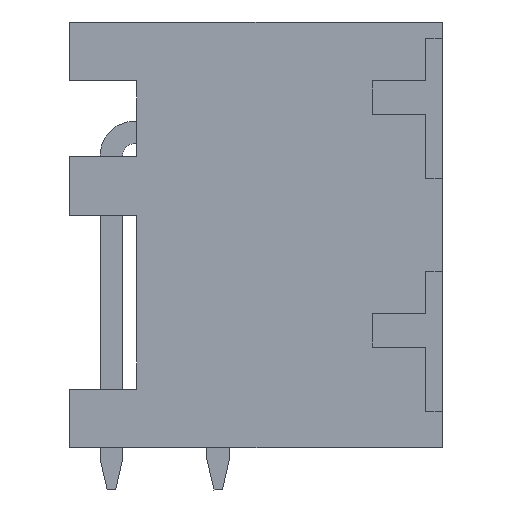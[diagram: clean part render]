
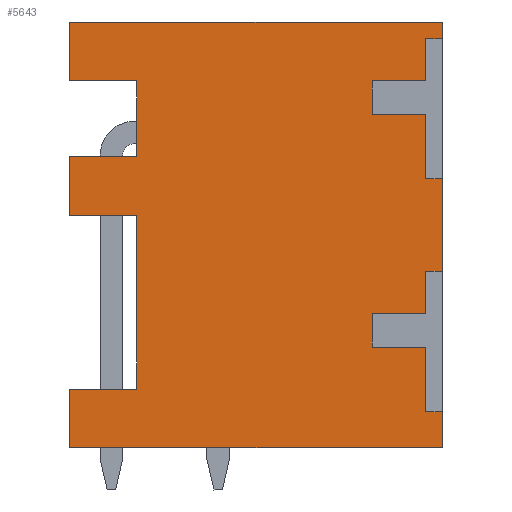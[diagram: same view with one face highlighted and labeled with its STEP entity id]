
A CAD part, left-side view. The second image highlights one B-rep face of the part: STEP entity #5643.
In plain terms, the highlighted planar face has unit normal (-1, 0, 0).
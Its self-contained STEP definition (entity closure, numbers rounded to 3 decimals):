
#5517=AXIS2_PLACEMENT_3D('Plane Axis2P3D',#5514,#5515,#5516) ;
#182=CARTESIAN_POINT('Vertex',(0.3,0.,16.7)) ;
#185=CARTESIAN_POINT('Line Origine',(0.3,0.,16.4)) ;
#189=CARTESIAN_POINT('Vertex',(0.3,0.,16.1)) ;
#210=CARTESIAN_POINT('Vertex',(0.3,0.,11.1)) ;
#213=CARTESIAN_POINT('Line Origine',(0.3,0.,9.45)) ;
#217=CARTESIAN_POINT('Vertex',(0.3,0.,7.8)) ;
#238=CARTESIAN_POINT('Vertex',(0.3,0.,2.8)) ;
#241=CARTESIAN_POINT('Line Origine',(0.3,0.,2.15)) ;
#245=CARTESIAN_POINT('Vertex',(0.3,0.,1.5)) ;
#2498=CARTESIAN_POINT('Vertex',(0.3,13.3,16.7)) ;
#2501=CARTESIAN_POINT('Line Origine',(0.3,6.65,16.7)) ;
#2579=CARTESIAN_POINT('Vertex',(0.3,13.3,14.6)) ;
#2584=CARTESIAN_POINT('Line Origine',(0.3,13.3,15.65)) ;
#2958=CARTESIAN_POINT('Vertex',(0.3,10.9,14.6)) ;
#2963=CARTESIAN_POINT('Line Origine',(0.3,12.1,14.6)) ;
#3145=CARTESIAN_POINT('Vertex',(0.3,10.9,11.9)) ;
#3150=CARTESIAN_POINT('Line Origine',(0.3,10.9,13.25)) ;
#3332=CARTESIAN_POINT('Vertex',(0.3,13.3,11.9)) ;
#3337=CARTESIAN_POINT('Line Origine',(0.3,12.1,11.9)) ;
#3514=CARTESIAN_POINT('Vertex',(0.3,13.3,9.8)) ;
#3519=CARTESIAN_POINT('Line Origine',(0.3,13.3,10.85)) ;
#4085=CARTESIAN_POINT('Vertex',(0.3,10.9,9.8)) ;
#4090=CARTESIAN_POINT('Line Origine',(0.3,12.1,9.8)) ;
#4267=CARTESIAN_POINT('Vertex',(0.3,10.9,3.6)) ;
#4272=CARTESIAN_POINT('Line Origine',(0.3,10.9,6.7)) ;
#4454=CARTESIAN_POINT('Vertex',(0.3,13.3,3.6)) ;
#4459=CARTESIAN_POINT('Line Origine',(0.3,12.1,3.6)) ;
#4636=CARTESIAN_POINT('Vertex',(0.3,13.3,1.5)) ;
#4641=CARTESIAN_POINT('Line Origine',(0.3,13.3,2.55)) ;
#5203=CARTESIAN_POINT('Line Origine',(0.3,6.65,1.5)) ;
#5514=CARTESIAN_POINT('Axis2P3D Location',(0.3,0.,0.)) ;
#5519=CARTESIAN_POINT('Line Origine',(0.3,0.3,11.1)) ;
#5523=CARTESIAN_POINT('Vertex',(0.3,0.6,11.1)) ;
#5526=CARTESIAN_POINT('Line Origine',(0.3,0.6,12.25)) ;
#5530=CARTESIAN_POINT('Vertex',(0.3,0.6,13.4)) ;
#5533=CARTESIAN_POINT('Line Origine',(0.3,1.55,13.4)) ;
#5537=CARTESIAN_POINT('Vertex',(0.3,2.5,13.4)) ;
#5540=CARTESIAN_POINT('Line Origine',(0.3,2.5,14.)) ;
#5544=CARTESIAN_POINT('Vertex',(0.3,2.5,14.6)) ;
#5547=CARTESIAN_POINT('Line Origine',(0.3,1.55,14.6)) ;
#5551=CARTESIAN_POINT('Vertex',(0.3,0.6,14.6)) ;
#5554=CARTESIAN_POINT('Line Origine',(0.3,0.6,15.35)) ;
#5558=CARTESIAN_POINT('Vertex',(0.3,0.6,16.1)) ;
#5561=CARTESIAN_POINT('Line Origine',(0.3,0.3,16.1)) ;
#5566=CARTESIAN_POINT('Line Origine',(0.3,0.3,2.8)) ;
#5570=CARTESIAN_POINT('Vertex',(0.3,0.6,2.8)) ;
#5573=CARTESIAN_POINT('Line Origine',(0.3,0.6,3.95)) ;
#5577=CARTESIAN_POINT('Vertex',(0.3,0.6,5.1)) ;
#5580=CARTESIAN_POINT('Line Origine',(0.3,1.55,5.1)) ;
#5584=CARTESIAN_POINT('Vertex',(0.3,2.5,5.1)) ;
#5587=CARTESIAN_POINT('Line Origine',(0.3,2.5,5.7)) ;
#5591=CARTESIAN_POINT('Vertex',(0.3,2.5,6.3)) ;
#5594=CARTESIAN_POINT('Line Origine',(0.3,1.55,6.3)) ;
#5598=CARTESIAN_POINT('Vertex',(0.3,0.6,6.3)) ;
#5601=CARTESIAN_POINT('Line Origine',(0.3,0.6,7.05)) ;
#5605=CARTESIAN_POINT('Vertex',(0.3,0.6,7.8)) ;
#5608=CARTESIAN_POINT('Line Origine',(0.3,0.3,7.8)) ;
#186=DIRECTION('Vector Direction',(0.,0.,-1.)) ;
#214=DIRECTION('Vector Direction',(0.,0.,-1.)) ;
#242=DIRECTION('Vector Direction',(0.,0.,-1.)) ;
#2502=DIRECTION('Vector Direction',(0.,-1.,0.)) ;
#2585=DIRECTION('Vector Direction',(0.,0.,1.)) ;
#2964=DIRECTION('Vector Direction',(0.,1.,0.)) ;
#3151=DIRECTION('Vector Direction',(0.,0.,1.)) ;
#3338=DIRECTION('Vector Direction',(0.,-1.,0.)) ;
#3520=DIRECTION('Vector Direction',(0.,0.,1.)) ;
#4091=DIRECTION('Vector Direction',(0.,1.,0.)) ;
#4273=DIRECTION('Vector Direction',(0.,0.,1.)) ;
#4460=DIRECTION('Vector Direction',(0.,-1.,0.)) ;
#4642=DIRECTION('Vector Direction',(0.,0.,1.)) ;
#5204=DIRECTION('Vector Direction',(0.,1.,0.)) ;
#5515=DIRECTION('Axis2P3D Direction',(-1.,0.,0.)) ;
#5516=DIRECTION('Axis2P3D XDirection',(0.,-1.,0.)) ;
#5520=DIRECTION('Vector Direction',(0.,1.,0.)) ;
#5527=DIRECTION('Vector Direction',(0.,0.,1.)) ;
#5534=DIRECTION('Vector Direction',(0.,1.,0.)) ;
#5541=DIRECTION('Vector Direction',(0.,0.,1.)) ;
#5548=DIRECTION('Vector Direction',(0.,-1.,0.)) ;
#5555=DIRECTION('Vector Direction',(0.,0.,1.)) ;
#5562=DIRECTION('Vector Direction',(0.,-1.,0.)) ;
#5567=DIRECTION('Vector Direction',(0.,1.,0.)) ;
#5574=DIRECTION('Vector Direction',(0.,0.,1.)) ;
#5581=DIRECTION('Vector Direction',(0.,1.,0.)) ;
#5588=DIRECTION('Vector Direction',(0.,0.,1.)) ;
#5595=DIRECTION('Vector Direction',(0.,-1.,0.)) ;
#5602=DIRECTION('Vector Direction',(0.,0.,1.)) ;
#5609=DIRECTION('Vector Direction',(0.,-1.,0.)) ;
#187=VECTOR('Line Direction',#186,1.) ;
#215=VECTOR('Line Direction',#214,1.) ;
#243=VECTOR('Line Direction',#242,1.) ;
#2503=VECTOR('Line Direction',#2502,1.) ;
#2586=VECTOR('Line Direction',#2585,1.) ;
#2965=VECTOR('Line Direction',#2964,1.) ;
#3152=VECTOR('Line Direction',#3151,1.) ;
#3339=VECTOR('Line Direction',#3338,1.) ;
#3521=VECTOR('Line Direction',#3520,1.) ;
#4092=VECTOR('Line Direction',#4091,1.) ;
#4274=VECTOR('Line Direction',#4273,1.) ;
#4461=VECTOR('Line Direction',#4460,1.) ;
#4643=VECTOR('Line Direction',#4642,1.) ;
#5205=VECTOR('Line Direction',#5204,1.) ;
#5521=VECTOR('Line Direction',#5520,1.) ;
#5528=VECTOR('Line Direction',#5527,1.) ;
#5535=VECTOR('Line Direction',#5534,1.) ;
#5542=VECTOR('Line Direction',#5541,1.) ;
#5549=VECTOR('Line Direction',#5548,1.) ;
#5556=VECTOR('Line Direction',#5555,1.) ;
#5563=VECTOR('Line Direction',#5562,1.) ;
#5568=VECTOR('Line Direction',#5567,1.) ;
#5575=VECTOR('Line Direction',#5574,1.) ;
#5582=VECTOR('Line Direction',#5581,1.) ;
#5589=VECTOR('Line Direction',#5588,1.) ;
#5596=VECTOR('Line Direction',#5595,1.) ;
#5603=VECTOR('Line Direction',#5602,1.) ;
#5610=VECTOR('Line Direction',#5609,1.) ;
#5614=ORIENTED_EDGE('',*,*,#219,.T.) ;
#5615=ORIENTED_EDGE('',*,*,#5525,.F.) ;
#5616=ORIENTED_EDGE('',*,*,#5532,.F.) ;
#5617=ORIENTED_EDGE('',*,*,#5539,.F.) ;
#5618=ORIENTED_EDGE('',*,*,#5546,.F.) ;
#5619=ORIENTED_EDGE('',*,*,#5553,.F.) ;
#5620=ORIENTED_EDGE('',*,*,#5560,.F.) ;
#5621=ORIENTED_EDGE('',*,*,#5565,.F.) ;
#5622=ORIENTED_EDGE('',*,*,#191,.T.) ;
#5623=ORIENTED_EDGE('',*,*,#2505,.T.) ;
#5624=ORIENTED_EDGE('',*,*,#2588,.T.) ;
#5625=ORIENTED_EDGE('',*,*,#2967,.T.) ;
#5626=ORIENTED_EDGE('',*,*,#3154,.T.) ;
#5627=ORIENTED_EDGE('',*,*,#3341,.T.) ;
#5628=ORIENTED_EDGE('',*,*,#3523,.T.) ;
#5629=ORIENTED_EDGE('',*,*,#4094,.T.) ;
#5630=ORIENTED_EDGE('',*,*,#4276,.T.) ;
#5631=ORIENTED_EDGE('',*,*,#4463,.T.) ;
#5632=ORIENTED_EDGE('',*,*,#4645,.T.) ;
#5633=ORIENTED_EDGE('',*,*,#5207,.T.) ;
#5634=ORIENTED_EDGE('',*,*,#247,.T.) ;
#5635=ORIENTED_EDGE('',*,*,#5572,.F.) ;
#5636=ORIENTED_EDGE('',*,*,#5579,.F.) ;
#5637=ORIENTED_EDGE('',*,*,#5586,.F.) ;
#5638=ORIENTED_EDGE('',*,*,#5593,.F.) ;
#5639=ORIENTED_EDGE('',*,*,#5600,.F.) ;
#5640=ORIENTED_EDGE('',*,*,#5607,.F.) ;
#5641=ORIENTED_EDGE('',*,*,#5612,.F.) ;
#5643=ADVANCED_FACE('HOUSING',(#5642),#5518,.T.) ;
#191=EDGE_CURVE('',#190,#183,#188,.F.) ;
#219=EDGE_CURVE('',#218,#211,#216,.F.) ;
#247=EDGE_CURVE('',#246,#239,#244,.F.) ;
#2505=EDGE_CURVE('',#183,#2499,#2504,.F.) ;
#2588=EDGE_CURVE('',#2499,#2580,#2587,.F.) ;
#2967=EDGE_CURVE('',#2580,#2959,#2966,.F.) ;
#3154=EDGE_CURVE('',#2959,#3146,#3153,.F.) ;
#3341=EDGE_CURVE('',#3146,#3333,#3340,.F.) ;
#3523=EDGE_CURVE('',#3333,#3515,#3522,.F.) ;
#4094=EDGE_CURVE('',#3515,#4086,#4093,.F.) ;
#4276=EDGE_CURVE('',#4086,#4268,#4275,.F.) ;
#4463=EDGE_CURVE('',#4268,#4455,#4462,.F.) ;
#4645=EDGE_CURVE('',#4455,#4637,#4644,.F.) ;
#5207=EDGE_CURVE('',#4637,#246,#5206,.F.) ;
#5525=EDGE_CURVE('',#5524,#211,#5522,.F.) ;
#5532=EDGE_CURVE('',#5531,#5524,#5529,.F.) ;
#5539=EDGE_CURVE('',#5538,#5531,#5536,.F.) ;
#5546=EDGE_CURVE('',#5545,#5538,#5543,.F.) ;
#5553=EDGE_CURVE('',#5552,#5545,#5550,.F.) ;
#5560=EDGE_CURVE('',#5559,#5552,#5557,.F.) ;
#5565=EDGE_CURVE('',#190,#5559,#5564,.F.) ;
#5572=EDGE_CURVE('',#5571,#239,#5569,.F.) ;
#5579=EDGE_CURVE('',#5578,#5571,#5576,.F.) ;
#5586=EDGE_CURVE('',#5585,#5578,#5583,.F.) ;
#5593=EDGE_CURVE('',#5592,#5585,#5590,.F.) ;
#5600=EDGE_CURVE('',#5599,#5592,#5597,.F.) ;
#5607=EDGE_CURVE('',#5606,#5599,#5604,.F.) ;
#5612=EDGE_CURVE('',#218,#5606,#5611,.F.) ;
#5613=EDGE_LOOP('',(#5614,#5615,#5616,#5617,#5618,#5619,#5620,#5621,#5622,#5623,#5624,#5625,#5626,#5627,#5628,#5629,#5630,#5631,#5632,#5633,#5634,#5635,#5636,#5637,#5638,#5639,#5640,#5641)) ;
#5642=FACE_OUTER_BOUND('',#5613,.T.) ;
#188=LINE('Line',#185,#187) ;
#216=LINE('Line',#213,#215) ;
#244=LINE('Line',#241,#243) ;
#2504=LINE('Line',#2501,#2503) ;
#2587=LINE('Line',#2584,#2586) ;
#2966=LINE('Line',#2963,#2965) ;
#3153=LINE('Line',#3150,#3152) ;
#3340=LINE('Line',#3337,#3339) ;
#3522=LINE('Line',#3519,#3521) ;
#4093=LINE('Line',#4090,#4092) ;
#4275=LINE('Line',#4272,#4274) ;
#4462=LINE('Line',#4459,#4461) ;
#4644=LINE('Line',#4641,#4643) ;
#5206=LINE('Line',#5203,#5205) ;
#5522=LINE('Line',#5519,#5521) ;
#5529=LINE('Line',#5526,#5528) ;
#5536=LINE('Line',#5533,#5535) ;
#5543=LINE('Line',#5540,#5542) ;
#5550=LINE('Line',#5547,#5549) ;
#5557=LINE('Line',#5554,#5556) ;
#5564=LINE('Line',#5561,#5563) ;
#5569=LINE('Line',#5566,#5568) ;
#5576=LINE('Line',#5573,#5575) ;
#5583=LINE('Line',#5580,#5582) ;
#5590=LINE('Line',#5587,#5589) ;
#5597=LINE('Line',#5594,#5596) ;
#5604=LINE('Line',#5601,#5603) ;
#5611=LINE('Line',#5608,#5610) ;
#5518=PLANE('',#5517) ;
#183=VERTEX_POINT('',#182) ;
#190=VERTEX_POINT('',#189) ;
#211=VERTEX_POINT('',#210) ;
#218=VERTEX_POINT('',#217) ;
#239=VERTEX_POINT('',#238) ;
#246=VERTEX_POINT('',#245) ;
#2499=VERTEX_POINT('',#2498) ;
#2580=VERTEX_POINT('',#2579) ;
#2959=VERTEX_POINT('',#2958) ;
#3146=VERTEX_POINT('',#3145) ;
#3333=VERTEX_POINT('',#3332) ;
#3515=VERTEX_POINT('',#3514) ;
#4086=VERTEX_POINT('',#4085) ;
#4268=VERTEX_POINT('',#4267) ;
#4455=VERTEX_POINT('',#4454) ;
#4637=VERTEX_POINT('',#4636) ;
#5524=VERTEX_POINT('',#5523) ;
#5531=VERTEX_POINT('',#5530) ;
#5538=VERTEX_POINT('',#5537) ;
#5545=VERTEX_POINT('',#5544) ;
#5552=VERTEX_POINT('',#5551) ;
#5559=VERTEX_POINT('',#5558) ;
#5571=VERTEX_POINT('',#5570) ;
#5578=VERTEX_POINT('',#5577) ;
#5585=VERTEX_POINT('',#5584) ;
#5592=VERTEX_POINT('',#5591) ;
#5599=VERTEX_POINT('',#5598) ;
#5606=VERTEX_POINT('',#5605) ;
